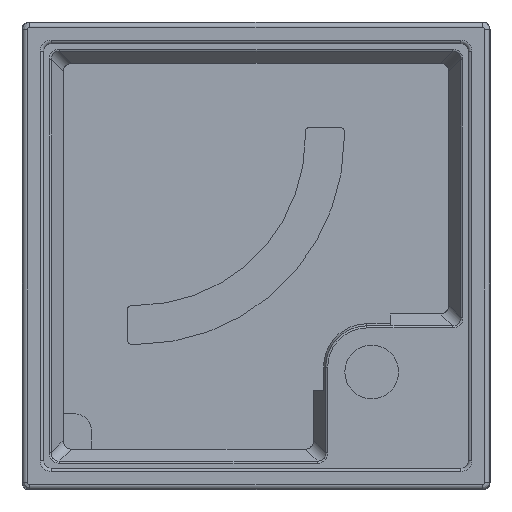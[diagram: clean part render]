
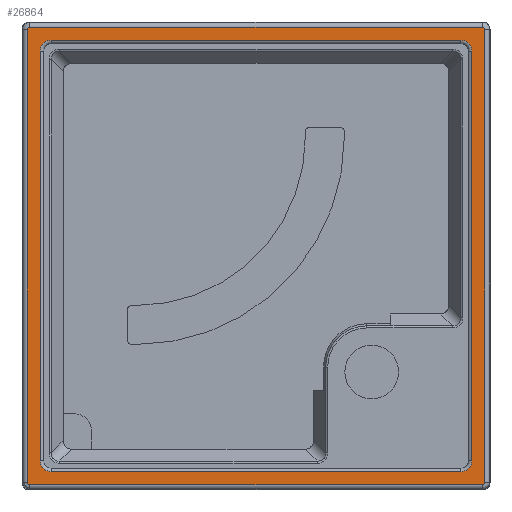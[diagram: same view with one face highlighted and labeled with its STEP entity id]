
A CAD part, top view. The second image highlights one B-rep face of the part: STEP entity #26864.
In plain terms, the highlighted planar face has unit normal (0, 0, 1).
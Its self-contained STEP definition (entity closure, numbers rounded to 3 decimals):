
#346=FACE_BOUND('',#2270,.T.);
#519=CIRCLE('',#28307,0.5);
#523=CIRCLE('',#28314,0.5);
#527=CIRCLE('',#28321,0.5);
#531=CIRCLE('',#28328,0.5);
#533=CIRCLE('',#28333,2.2);
#534=CIRCLE('',#28334,2.2);
#535=CIRCLE('',#28335,2.2);
#536=CIRCLE('',#28336,2.2);
#933=FACE_OUTER_BOUND('',#2269,.T.);
#2269=EDGE_LOOP('',(#17779,#17780,#17781,#17782,#17783,#17784,#17785,#17786));
#2270=EDGE_LOOP('',(#17787,#17788,#17789,#17790,#17791,#17792,#17793,#17794));
#4083=LINE('',#38104,#7482);
#4087=LINE('',#38207,#7486);
#4091=LINE('',#38310,#7490);
#4095=LINE('',#38411,#7494);
#4096=LINE('',#38418,#7495);
#4097=LINE('',#38422,#7496);
#4098=LINE('',#38426,#7497);
#4099=LINE('',#38429,#7498);
#7482=VECTOR('',#30911,92.698);
#7486=VECTOR('',#30929,92.698);
#7490=VECTOR('',#30947,92.698);
#7494=VECTOR('',#30965,92.698);
#7495=VECTOR('',#30972,83.95);
#7496=VECTOR('',#30975,83.95);
#7497=VECTOR('',#30978,83.95);
#7498=VECTOR('',#30981,83.95);
#10813=VERTEX_POINT('',#38095);
#10814=VERTEX_POINT('',#38097);
#10816=VERTEX_POINT('',#38103);
#10818=VERTEX_POINT('',#38200);
#10820=VERTEX_POINT('',#38206);
#10822=VERTEX_POINT('',#38303);
#10824=VERTEX_POINT('',#38309);
#10826=VERTEX_POINT('',#38406);
#10827=VERTEX_POINT('',#38414);
#10828=VERTEX_POINT('',#38415);
#10829=VERTEX_POINT('',#38417);
#10830=VERTEX_POINT('',#38419);
#10831=VERTEX_POINT('',#38421);
#10832=VERTEX_POINT('',#38423);
#10833=VERTEX_POINT('',#38425);
#10834=VERTEX_POINT('',#38427);
#13488=EDGE_CURVE('',#10813,#10814,#519,.T.);
#13491=EDGE_CURVE('',#10814,#10816,#4083,.T.);
#13496=EDGE_CURVE('',#10816,#10818,#523,.T.);
#13499=EDGE_CURVE('',#10818,#10820,#4087,.T.);
#13504=EDGE_CURVE('',#10820,#10822,#527,.T.);
#13507=EDGE_CURVE('',#10822,#10824,#4091,.T.);
#13512=EDGE_CURVE('',#10824,#10826,#531,.T.);
#13515=EDGE_CURVE('',#10826,#10813,#4095,.T.);
#13516=EDGE_CURVE('',#10827,#10828,#533,.T.);
#13517=EDGE_CURVE('',#10828,#10829,#4096,.T.);
#13518=EDGE_CURVE('',#10829,#10830,#534,.T.);
#13519=EDGE_CURVE('',#10830,#10831,#4097,.T.);
#13520=EDGE_CURVE('',#10831,#10832,#535,.T.);
#13521=EDGE_CURVE('',#10832,#10833,#4098,.T.);
#13522=EDGE_CURVE('',#10833,#10834,#536,.T.);
#13523=EDGE_CURVE('',#10834,#10827,#4099,.T.);
#17779=ORIENTED_EDGE('',*,*,#13488,.F.);
#17780=ORIENTED_EDGE('',*,*,#13515,.F.);
#17781=ORIENTED_EDGE('',*,*,#13512,.F.);
#17782=ORIENTED_EDGE('',*,*,#13507,.F.);
#17783=ORIENTED_EDGE('',*,*,#13504,.F.);
#17784=ORIENTED_EDGE('',*,*,#13499,.F.);
#17785=ORIENTED_EDGE('',*,*,#13496,.F.);
#17786=ORIENTED_EDGE('',*,*,#13491,.F.);
#17787=ORIENTED_EDGE('',*,*,#13516,.T.);
#17788=ORIENTED_EDGE('',*,*,#13517,.T.);
#17789=ORIENTED_EDGE('',*,*,#13518,.T.);
#17790=ORIENTED_EDGE('',*,*,#13519,.T.);
#17791=ORIENTED_EDGE('',*,*,#13520,.T.);
#17792=ORIENTED_EDGE('',*,*,#13521,.T.);
#17793=ORIENTED_EDGE('',*,*,#13522,.T.);
#17794=ORIENTED_EDGE('',*,*,#13523,.T.);
#24372=PLANE('',#28332);
#26864=ADVANCED_FACE('',(#933,#346),#24372,.T.);
#28307=AXIS2_PLACEMENT_3D('',#38098,#30904,#30905);
#28314=AXIS2_PLACEMENT_3D('',#38201,#30922,#30923);
#28321=AXIS2_PLACEMENT_3D('',#38304,#30940,#30941);
#28328=AXIS2_PLACEMENT_3D('',#38407,#30958,#30959);
#28332=AXIS2_PLACEMENT_3D('',#38413,#30968,#30969);
#28333=AXIS2_PLACEMENT_3D('',#38416,#30970,#30971);
#28334=AXIS2_PLACEMENT_3D('',#38420,#30973,#30974);
#28335=AXIS2_PLACEMENT_3D('',#38424,#30976,#30977);
#28336=AXIS2_PLACEMENT_3D('',#38428,#30979,#30980);
#30904=DIRECTION('center_axis',(0.,0.,
-1.));
#30905=DIRECTION('ref_axis',(0.,-1.,0.));
#30911=DIRECTION('',(-1.,0.,0.));
#30922=DIRECTION('center_axis',(0.,0.,
-1.));
#30923=DIRECTION('ref_axis',(-1.,0.,0.));
#30929=DIRECTION('',(0.,1.,0.));
#30940=DIRECTION('center_axis',(0.,0.,
-1.));
#30941=DIRECTION('ref_axis',(0.,1.,0.));
#30947=DIRECTION('',(1.,0.,0.));
#30958=DIRECTION('center_axis',(0.,0.,
-1.));
#30959=DIRECTION('ref_axis',(1.,0.,0.));
#30965=DIRECTION('',(0.,-1.,0.));
#30968=DIRECTION('center_axis',(0.,0.,1.));
#30969=DIRECTION('ref_axis',(0.,1.,0.));
#30970=DIRECTION('center_axis',(0.,0.,-1.));
#30971=DIRECTION('ref_axis',(1.,0.,0.));
#30972=DIRECTION('',(-1.,0.,0.));
#30973=DIRECTION('center_axis',(0.,0.,-1.));
#30974=DIRECTION('ref_axis',(0.,-1.,0.));
#30975=DIRECTION('',(0.,1.,0.));
#30976=DIRECTION('center_axis',(0.,0.,-1.));
#30977=DIRECTION('ref_axis',(-1.,0.,0.));
#30978=DIRECTION('',(1.,0.,0.));
#30979=DIRECTION('center_axis',(0.,0.,-1.));
#30980=DIRECTION('ref_axis',(0.,1.,0.));
#30981=DIRECTION('',(0.,-1.,0.));
#38095=CARTESIAN_POINT('',(46.849,-46.349,3.5));
#38097=CARTESIAN_POINT('',(46.349,-46.849,3.5));
#38098=CARTESIAN_POINT('Origin',(46.349,-46.349,3.5));
#38103=CARTESIAN_POINT('',(-46.349,-46.849,3.5));
#38104=CARTESIAN_POINT('',(46.349,-46.849,3.5));
#38200=CARTESIAN_POINT('',(-46.849,-46.349,3.5));
#38201=CARTESIAN_POINT('Origin',(-46.349,-46.349,3.5));
#38206=CARTESIAN_POINT('',(-46.849,46.349,3.5));
#38207=CARTESIAN_POINT('',(-46.849,-46.349,3.5));
#38303=CARTESIAN_POINT('',(-46.349,46.849,3.5));
#38304=CARTESIAN_POINT('Origin',(-46.349,46.349,3.5));
#38309=CARTESIAN_POINT('',(46.349,46.849,3.5));
#38310=CARTESIAN_POINT('',(-46.349,46.849,3.5));
#38406=CARTESIAN_POINT('',(46.849,46.349,3.5));
#38407=CARTESIAN_POINT('Origin',(46.349,46.349,3.5));
#38411=CARTESIAN_POINT('',(46.849,46.349,3.5));
#38413=CARTESIAN_POINT('Origin',(48.,43.475,3.5));
#38414=CARTESIAN_POINT('',(44.175,-41.975,3.5));
#38415=CARTESIAN_POINT('',(41.975,-44.175,3.5));
#38416=CARTESIAN_POINT('Origin',(41.975,-41.975,3.5));
#38417=CARTESIAN_POINT('',(-41.975,-44.175,3.5));
#38418=CARTESIAN_POINT('',(41.975,-44.175,3.5));
#38419=CARTESIAN_POINT('',(-44.175,-41.975,3.5));
#38420=CARTESIAN_POINT('Origin',(-41.975,-41.975,3.5));
#38421=CARTESIAN_POINT('',(-44.175,41.975,3.5));
#38422=CARTESIAN_POINT('',(-44.175,-41.975,3.5));
#38423=CARTESIAN_POINT('',(-41.975,44.175,3.5));
#38424=CARTESIAN_POINT('Origin',(-41.975,41.975,3.5));
#38425=CARTESIAN_POINT('',(41.975,44.175,3.5));
#38426=CARTESIAN_POINT('',(-41.975,44.175,3.5));
#38427=CARTESIAN_POINT('',(44.175,41.975,3.5));
#38428=CARTESIAN_POINT('Origin',(41.975,41.975,3.5));
#38429=CARTESIAN_POINT('',(44.175,41.975,3.5));
